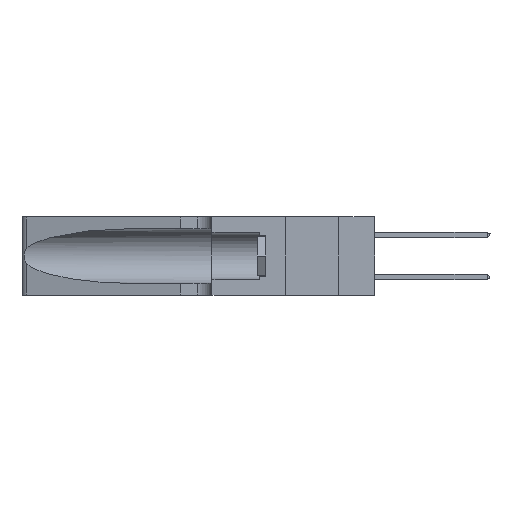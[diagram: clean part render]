
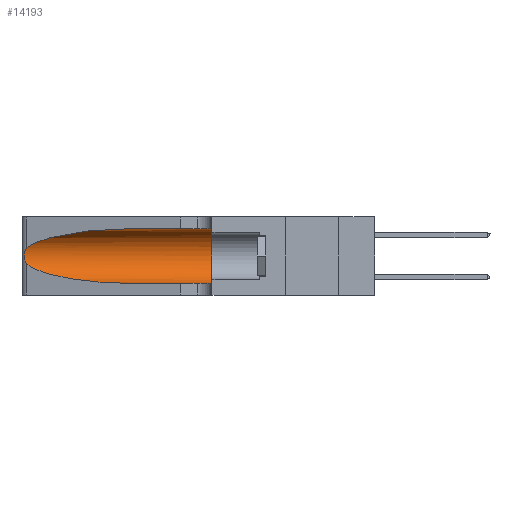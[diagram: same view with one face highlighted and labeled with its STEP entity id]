
A CAD part, left-side view. The second image highlights one B-rep face of the part: STEP entity #14193.
In plain terms, the highlighted cylindrical face has radius 3.308 mm (diameter 6.617 mm), a partial arc.
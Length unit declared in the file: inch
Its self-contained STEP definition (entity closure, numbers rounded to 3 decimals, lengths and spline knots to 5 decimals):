
#549 = ORIENTED_EDGE ( 'NONE', *, *, #1896, .T. ) ;
#1042 = ORIENTED_EDGE ( 'NONE', *, *, #29789, .F. ) ;
#1861 = CARTESIAN_POINT ( 'NONE',  ( 0.1305, 1.61858, 0.05475 ) ) ;
#1892 = CARTESIAN_POINT ( 'NONE',  ( 0.26018, 1.23835, 0.19895 ) ) ;
#1896 = EDGE_CURVE ( 'NONE', #24119, #31448, #27110, .T. ) ;
#2021 = CARTESIAN_POINT ( 'NONE',  ( 0.25487, 1.22718, 0.22369 ) ) ;
#2194 = DIRECTION ( 'NONE',  ( 0., 0., -1. ) ) ;
#3328 = FACE_OUTER_BOUND ( 'NONE', #33830, .T. ) ;
#3521 = VERTEX_POINT ( 'NONE', #8770 ) ;
#4788 = CARTESIAN_POINT ( 'NONE',  ( 0.26075, 1.23896, 0.178 ) ) ;
#5309 = CARTESIAN_POINT ( 'NONE',  ( 0.1305, 1.61858, 0.31525 ) ) ;
#6105 = CARTESIAN_POINT ( 'NONE',  ( 0.1305, 0.72297, 0.31525 ) ) ;
#7654 = CARTESIAN_POINT ( 'NONE',  ( 0.25856, 1.23593, 0.16098 ) ) ;
#8363 = VERTEX_POINT ( 'NONE', #15901 ) ;
#8770 = CARTESIAN_POINT ( 'NONE',  ( 0.1305, 0.72297, 0.05475 ) ) ;
#8851 = CARTESIAN_POINT ( 'NONE',  ( 0.25487, 1.22718, 0.14631 ) ) ;
#9453 = ORIENTED_EDGE ( 'NONE', *, *, #29108, .T. ) ;
#10481 = CARTESIAN_POINT ( 'NONE',  ( 0.25639, 1.23186, 0.15144 ) ) ;
#11040 = VECTOR ( 'NONE', #24097, 39.37008 ) ;
#11627 =( BOUNDED_CURVE ( )  B_SPLINE_CURVE ( 3, ( #8851, #25424, #28181, #11675 ),
 .UNSPECIFIED., .F., .T. ) 
 B_SPLINE_CURVE_WITH_KNOTS ( ( 4, 4 ),
 ( 3.44316, 4.71239 ),
 .UNSPECIFIED. ) 
 CURVE ( )  GEOMETRIC_REPRESENTATION_ITEM ( )  RATIONAL_B_SPLINE_CURVE ( ( 1., 0.87, 0.87, 1. ) ) 
 REPRESENTATION_ITEM ( '' )  );
#11675 = CARTESIAN_POINT ( 'NONE',  ( 0.1305, 0.72297, 0.05475 ) ) ;
#12648 = LINE ( 'NONE', #5309, #25555 ) ;
#12895 = CIRCLE ( 'NONE', #30898, 0.13025 ) ;
#13159 = CARTESIAN_POINT ( 'NONE',  ( 0.25555, 1.22994, 0.2215 ) ) ;
#13269 = CARTESIAN_POINT ( 'NONE',  ( 0.25487, 1.22718, 0.14631 ) ) ;
#13445 = CARTESIAN_POINT ( 'NONE',  ( 0.1305, 1.61858, 0.185 ) ) ;
#14193 = ADVANCED_FACE ( 'NONE', ( #3328 ), #23827, .F. ) ;
#15543 = ORIENTED_EDGE ( 'NONE', *, *, #29406, .T. ) ;
#15901 = CARTESIAN_POINT ( 'NONE',  ( 0.1305, 0.35, 0.05475 ) ) ;
#15931 = CARTESIAN_POINT ( 'NONE',  ( 0.25639, 1.23184, 0.21858 ) ) ;
#16052 = CARTESIAN_POINT ( 'NONE',  ( 0.1305, 0.72297, 0.31525 ) ) ;
#16132 = DIRECTION ( 'NONE',  ( 0., 1., 0. ) ) ;
#17122 = AXIS2_PLACEMENT_3D ( 'NONE', #13445, #35410, #2194 ) ;
#17153 = ORIENTED_EDGE ( 'NONE', *, *, #25901, .T. ) ;
#18063 = B_SPLINE_CURVE_WITH_KNOTS ( 'NONE', 3,
 ( #29636, #13159, #15931, #35114, #18705, #1892, #21466, #4788, #24247, #7654, #27018, #10481, #29755, #13269 ),
 .UNSPECIFIED., .F., .F.,
 ( 4, 2, 2, 2, 2, 2, 4 ),
 ( 0., 0.00027, 0.00053, 0.00107, 0.0016, 0.00187, 0.00214 ),
 .UNSPECIFIED. ) ;
#18705 = CARTESIAN_POINT ( 'NONE',  ( 0.25854, 1.2359, 0.20912 ) ) ;
#18827 = CARTESIAN_POINT ( 'NONE',  ( 0.2373, 1.15595, 0.28018 ) ) ;
#19820 = EDGE_CURVE ( 'NONE', #24119, #25692, #12648, .T. ) ;
#21466 = CARTESIAN_POINT ( 'NONE',  ( 0.26075, 1.23896, 0.19203 ) ) ;
#23374 = CARTESIAN_POINT ( 'NONE',  ( 0.1305, 0.35, 0.31525 ) ) ;
#23827 = CYLINDRICAL_SURFACE ( 'NONE', #17122, 0.13025 ) ;
#24097 = DIRECTION ( 'NONE',  ( 0., -1., 0. ) ) ;
#24119 = VERTEX_POINT ( 'NONE', #6105 ) ;
#24247 = CARTESIAN_POINT ( 'NONE',  ( 0.26017, 1.23833, 0.17102 ) ) ;
#24854 = LINE ( 'NONE', #1861, #11040 ) ;
#25424 = CARTESIAN_POINT ( 'NONE',  ( 0.2373, 1.15595, 0.08982 ) ) ;
#25555 = VECTOR ( 'NONE', #27505, 39.37008 ) ;
#25692 = VERTEX_POINT ( 'NONE', #23374 ) ;
#25901 = EDGE_CURVE ( 'NONE', #3521, #8363, #24854, .T. ) ;
#26029 = CARTESIAN_POINT ( 'NONE',  ( 0.25487, 1.22718, 0.22369 ) ) ;
#27018 = CARTESIAN_POINT ( 'NONE',  ( 0.25789, 1.23486, 0.15765 ) ) ;
#27110 =( BOUNDED_CURVE ( )  B_SPLINE_CURVE ( 3, ( #16052, #35232, #18827, #2021 ),
 .UNSPECIFIED., .F., .T. ) 
 B_SPLINE_CURVE_WITH_KNOTS ( ( 4, 4 ),
 ( 1.5708, 2.84003 ),
 .UNSPECIFIED. ) 
 CURVE ( )  GEOMETRIC_REPRESENTATION_ITEM ( )  RATIONAL_B_SPLINE_CURVE ( ( 1., 0.87, 0.87, 1. ) ) 
 REPRESENTATION_ITEM ( '' )  );
#27505 = DIRECTION ( 'NONE',  ( 0., -1., 0. ) ) ;
#28181 = CARTESIAN_POINT ( 'NONE',  ( 0.18966, 0.96281, 0.05475 ) ) ;
#28888 = ORIENTED_EDGE ( 'NONE', *, *, #19820, .F. ) ;
#29108 = EDGE_CURVE ( 'NONE', #31448, #33401, #18063, .T. ) ;
#29406 = EDGE_CURVE ( 'NONE', #33401, #3521, #11627, .T. ) ;
#29636 = CARTESIAN_POINT ( 'NONE',  ( 0.25487, 1.22718, 0.22369 ) ) ;
#29755 = CARTESIAN_POINT ( 'NONE',  ( 0.25555, 1.22993, 0.14849 ) ) ;
#29789 = EDGE_CURVE ( 'NONE', #25692, #8363, #12895, .T. ) ;
#30898 = AXIS2_PLACEMENT_3D ( 'NONE', #32570, #16132, #35308 ) ;
#30916 = CARTESIAN_POINT ( 'NONE',  ( 0.25487, 1.22718, 0.14631 ) ) ;
#31448 = VERTEX_POINT ( 'NONE', #26029 ) ;
#32570 = CARTESIAN_POINT ( 'NONE',  ( 0.1305, 0.35, 0.185 ) ) ;
#33401 = VERTEX_POINT ( 'NONE', #30916 ) ;
#33830 = EDGE_LOOP ( 'NONE', ( #549, #9453, #15543, #17153, #1042, #28888 ) ) ;
#35114 = CARTESIAN_POINT ( 'NONE',  ( 0.25787, 1.23484, 0.2124 ) ) ;
#35232 = CARTESIAN_POINT ( 'NONE',  ( 0.18966, 0.96281, 0.31525 ) ) ;
#35308 = DIRECTION ( 'NONE',  ( 0., 0., 1. ) ) ;
#35410 = DIRECTION ( 'NONE',  ( 0., -1., 0. ) ) ;
